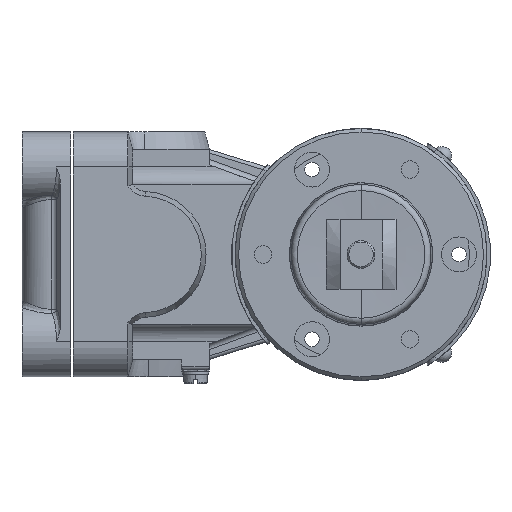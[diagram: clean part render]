
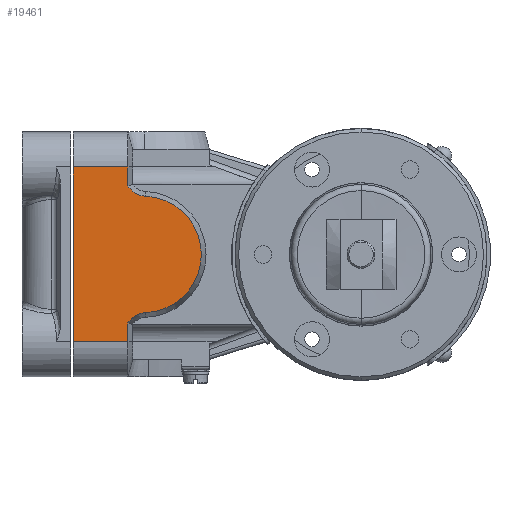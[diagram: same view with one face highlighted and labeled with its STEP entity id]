
A CAD part, left-side view. The second image highlights one B-rep face of the part: STEP entity #19461.
In plain terms, the highlighted planar face has unit normal (-1, 0, 0).
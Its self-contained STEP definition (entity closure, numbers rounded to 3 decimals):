
#136 = EDGE_CURVE ( 'NONE', #21798, #17745, #14487, .T. ) ;
#274 = LINE ( 'NONE', #2868, #26242 ) ;
#509 = DIRECTION ( 'NONE',  ( 0., 0., 1. ) ) ;
#611 = ORIENTED_EDGE ( 'NONE', *, *, #136, .T. ) ;
#1132 = EDGE_CURVE ( 'NONE', #21588, #9956, #5943, .T. ) ;
#1396 = DIRECTION ( 'NONE',  ( 0., -1., 0. ) ) ;
#2389 = CARTESIAN_POINT ( 'NONE',  ( -47.5, 66.64, -19.586 ) ) ;
#2868 = CARTESIAN_POINT ( 'NONE',  ( -47.5, 66.64, 0. ) ) ;
#3332 = LINE ( 'NONE', #15511, #26550 ) ;
#3535 = VERTEX_POINT ( 'NONE', #5892 ) ;
#3634 = AXIS2_PLACEMENT_3D ( 'NONE', #12102, #23447, #16814 ) ;
#4563 = VECTOR ( 'NONE', #14429, 1000. ) ;
#4618 = VERTEX_POINT ( 'NONE', #28744 ) ;
#4810 = AXIS2_PLACEMENT_3D ( 'NONE', #19515, #8323, #8523 ) ;
#5149 = AXIS2_PLACEMENT_3D ( 'NONE', #8348, #28436, #19733 ) ;
#5272 = LINE ( 'NONE', #12192, #4563 ) ;
#5307 = EDGE_CURVE ( 'NONE', #4618, #11625, #5272, .T. ) ;
#5735 = DIRECTION ( 'NONE',  ( 0., 0., 1. ) ) ;
#5892 = CARTESIAN_POINT ( 'NONE',  ( -47.5, 66.64, -25. ) ) ;
#5943 = CIRCLE ( 'NONE', #18357, 6.34 ) ;
#7241 = ORIENTED_EDGE ( 'NONE', *, *, #25064, .T. ) ;
#7539 = CARTESIAN_POINT ( 'NONE',  ( -47.5, 82.3, -25. ) ) ;
#8323 = DIRECTION ( 'NONE',  ( -1., 0., 0. ) ) ;
#8348 = CARTESIAN_POINT ( 'NONE',  ( -47.5, 61.283, 22.978 ) ) ;
#8523 = DIRECTION ( 'NONE',  ( 0., 0., 1. ) ) ;
#9032 = ORIENTED_EDGE ( 'NONE', *, *, #12785, .T. ) ;
#9836 = FACE_OUTER_BOUND ( 'NONE', #15246, .T. ) ;
#9923 = CARTESIAN_POINT ( 'NONE',  ( -47.5, 66.64, 0. ) ) ;
#9956 = VERTEX_POINT ( 'NONE', #28809 ) ;
#10502 = EDGE_CURVE ( 'NONE', #11625, #21204, #3332, .T. ) ;
#10749 = EDGE_CURVE ( 'NONE', #3535, #21588, #28226, .T. ) ;
#11625 = VERTEX_POINT ( 'NONE', #19655 ) ;
#12102 = CARTESIAN_POINT ( 'NONE',  ( -47.5, 62.3, 0. ) ) ;
#12192 = CARTESIAN_POINT ( 'NONE',  ( -47.5, 83.3, 25. ) ) ;
#12326 = ORIENTED_EDGE ( 'NONE', *, *, #5307, .T. ) ;
#12785 = EDGE_CURVE ( 'NONE', #9956, #21798, #25543, .T. ) ;
#14314 = PLANE ( 'NONE',  #4810 ) ;
#14429 = DIRECTION ( 'NONE',  ( 0., 1., 0. ) ) ;
#14487 = CIRCLE ( 'NONE', #5149, 6.34 ) ;
#15246 = EDGE_LOOP ( 'NONE', ( #12326, #15604, #24721, #22113, #17372, #9032, #611, #7241 ) ) ;
#15511 = CARTESIAN_POINT ( 'NONE',  ( -47.5, 82.3, 0. ) ) ;
#15604 = ORIENTED_EDGE ( 'NONE', *, *, #10502, .T. ) ;
#16814 = DIRECTION ( 'NONE',  ( 0., 0., 1. ) ) ;
#17372 = ORIENTED_EDGE ( 'NONE', *, *, #1132, .T. ) ;
#17674 = CARTESIAN_POINT ( 'NONE',  ( -47.5, 66.64, 19.586 ) ) ;
#17745 = VERTEX_POINT ( 'NONE', #17674 ) ;
#18357 = AXIS2_PLACEMENT_3D ( 'NONE', #21612, #19306, #5735 ) ;
#19306 = DIRECTION ( 'NONE',  ( 1., 0., 0. ) ) ;
#19461 = ADVANCED_FACE ( 'NONE', ( #9836 ), #14314, .T. ) ;
#19515 = CARTESIAN_POINT ( 'NONE',  ( -47.5, 4.3, 0. ) ) ;
#19655 = CARTESIAN_POINT ( 'NONE',  ( -47.5, 82.3, 25. ) ) ;
#19733 = DIRECTION ( 'NONE',  ( 0., 0., 1. ) ) ;
#21204 = VERTEX_POINT ( 'NONE', #7539 ) ;
#21588 = VERTEX_POINT ( 'NONE', #2389 ) ;
#21612 = CARTESIAN_POINT ( 'NONE',  ( -47.5, 61.283, -22.978 ) ) ;
#21798 = VERTEX_POINT ( 'NONE', #28461 ) ;
#22113 = ORIENTED_EDGE ( 'NONE', *, *, #10749, .T. ) ;
#23447 = DIRECTION ( 'NONE',  ( -1., 0., 0. ) ) ;
#24162 = VECTOR ( 'NONE', #1396, 1000. ) ;
#24189 = LINE ( 'NONE', #27806, #24162 ) ;
#24639 = DIRECTION ( 'NONE',  ( 0., 0., -1. ) ) ;
#24721 = ORIENTED_EDGE ( 'NONE', *, *, #27749, .T. ) ;
#25064 = EDGE_CURVE ( 'NONE', #17745, #4618, #274, .T. ) ;
#25543 = CIRCLE ( 'NONE', #3634, 16.66 ) ;
#26242 = VECTOR ( 'NONE', #27128, 1000. ) ;
#26550 = VECTOR ( 'NONE', #24639, 1000. ) ;
#26852 = VECTOR ( 'NONE', #509, 1000. ) ;
#27128 = DIRECTION ( 'NONE',  ( 0., 0., 1. ) ) ;
#27749 = EDGE_CURVE ( 'NONE', #21204, #3535, #24189, .T. ) ;
#27806 = CARTESIAN_POINT ( 'NONE',  ( -47.5, 65.3, -25. ) ) ;
#28226 = LINE ( 'NONE', #9923, #26852 ) ;
#28436 = DIRECTION ( 'NONE',  ( 1., 0., 0. ) ) ;
#28461 = CARTESIAN_POINT ( 'NONE',  ( -47.5, 61.563, 16.644 ) ) ;
#28744 = CARTESIAN_POINT ( 'NONE',  ( -47.5, 66.64, 25. ) ) ;
#28809 = CARTESIAN_POINT ( 'NONE',  ( -47.5, 61.563, -16.644 ) ) ;
